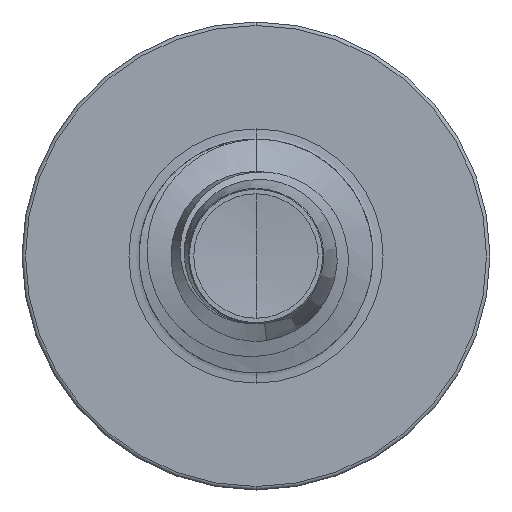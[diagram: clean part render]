
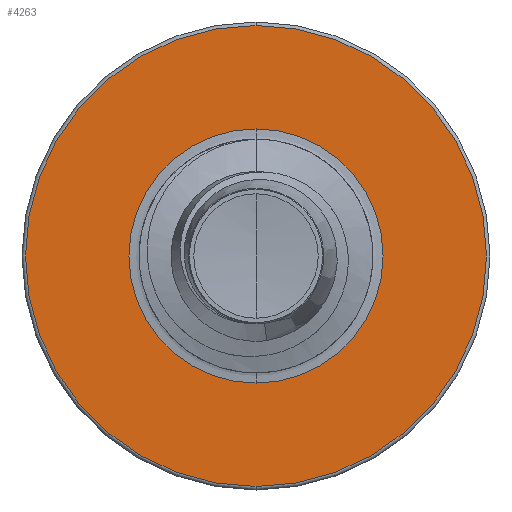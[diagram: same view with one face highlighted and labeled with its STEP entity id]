
A CAD part, front view. The second image highlights one B-rep face of the part: STEP entity #4263.
In plain terms, the highlighted planar face has unit normal (0, -1, 0).
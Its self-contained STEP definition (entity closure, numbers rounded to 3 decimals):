
#249 = DIRECTION ( 'NONE',  ( 0., 1., 0. ) ) ;
#264 = CARTESIAN_POINT ( 'NONE',  ( 0., 3., 0. ) ) ;
#374 = DIRECTION ( 'NONE',  ( 0., 0., 1. ) ) ;
#472 = DIRECTION ( 'NONE',  ( 0., 0., 1. ) ) ;
#489 = DIRECTION ( 'NONE',  ( 0., 1., 0. ) ) ;
#503 = AXIS2_PLACEMENT_3D ( 'NONE', #3666, #3650, #3641 ) ;
#561 = CARTESIAN_POINT ( 'NONE',  ( 0., 3., -1.086 ) ) ;
#566 = PLANE ( 'NONE',  #3991 ) ;
#883 = AXIS2_PLACEMENT_3D ( 'NONE', #10625, #10623, #10613 ) ;
#1186 = FACE_OUTER_BOUND ( 'NONE', #5230, .T. ) ;
#1220 = AXIS2_PLACEMENT_3D ( 'NONE', #264, #249, #374 ) ;
#1907 = CARTESIAN_POINT ( 'NONE',  ( 0., 3., -1.97 ) ) ;
#1969 = VERTEX_POINT ( 'NONE', #9191 ) ;
#2155 = ORIENTED_EDGE ( 'NONE', *, *, #7603, .F. ) ;
#2196 = ORIENTED_EDGE ( 'NONE', *, *, #8287, .F. ) ;
#2247 = ORIENTED_EDGE ( 'NONE', *, *, #7805, .T. ) ;
#2347 = ORIENTED_EDGE ( 'NONE', *, *, #6503, .T. ) ;
#2548 = AXIS2_PLACEMENT_3D ( 'NONE', #5616, #5596, #5591 ) ;
#3641 = DIRECTION ( 'NONE',  ( 0., 0., 1. ) ) ;
#3650 = DIRECTION ( 'NONE',  ( 0., 1., 0. ) ) ;
#3666 = CARTESIAN_POINT ( 'NONE',  ( 0., 3., 0. ) ) ;
#3991 = AXIS2_PLACEMENT_3D ( 'NONE', #561, #489, #472 ) ;
#4106 = FACE_BOUND ( 'NONE', #8917, .T. ) ;
#4263 = ADVANCED_FACE ( 'NONE', ( #1186, #4106 ), #566, .F. ) ;
#4736 = CIRCLE ( 'NONE', #2548, 1.086 ) ;
#4869 = CIRCLE ( 'NONE', #503, 1.97 ) ;
#5230 = EDGE_LOOP ( 'NONE', ( #2155, #2196 ) ) ;
#5591 = DIRECTION ( 'NONE',  ( 0., 0., 1. ) ) ;
#5596 = DIRECTION ( 'NONE',  ( 0., 1., 0. ) ) ;
#5616 = CARTESIAN_POINT ( 'NONE',  ( 0., 3., 0. ) ) ;
#5683 = VERTEX_POINT ( 'NONE', #9255 ) ;
#6503 = EDGE_CURVE ( 'NONE', #8943, #1969, #4736, .T. ) ;
#7473 = VERTEX_POINT ( 'NONE', #1907 ) ;
#7603 = EDGE_CURVE ( 'NONE', #5683, #7473, #11694, .T. ) ;
#7805 = EDGE_CURVE ( 'NONE', #1969, #8943, #8743, .T. ) ;
#8287 = EDGE_CURVE ( 'NONE', #7473, #5683, #4869, .T. ) ;
#8743 = CIRCLE ( 'NONE', #883, 1.086 ) ;
#8917 = EDGE_LOOP ( 'NONE', ( #2247, #2347 ) ) ;
#8943 = VERTEX_POINT ( 'NONE', #10916 ) ;
#9191 = CARTESIAN_POINT ( 'NONE',  ( 0., 3., 1.086 ) ) ;
#9255 = CARTESIAN_POINT ( 'NONE',  ( 0., 3., 1.97 ) ) ;
#10613 = DIRECTION ( 'NONE',  ( 0., 0., 1. ) ) ;
#10623 = DIRECTION ( 'NONE',  ( 0., 1., 0. ) ) ;
#10625 = CARTESIAN_POINT ( 'NONE',  ( 0., 3., 0. ) ) ;
#10916 = CARTESIAN_POINT ( 'NONE',  ( 0., 3., -1.086 ) ) ;
#11694 = CIRCLE ( 'NONE', #1220, 1.97 ) ;
